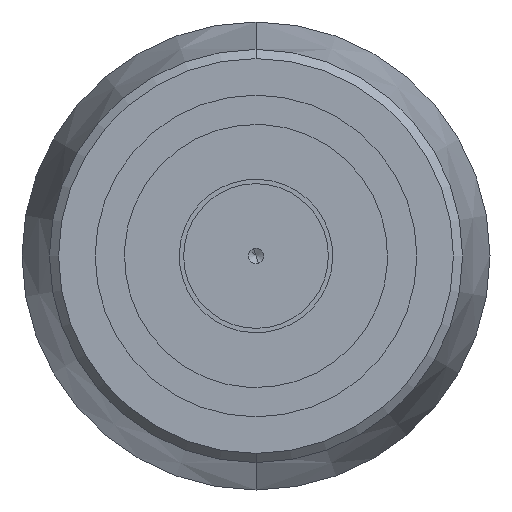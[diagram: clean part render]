
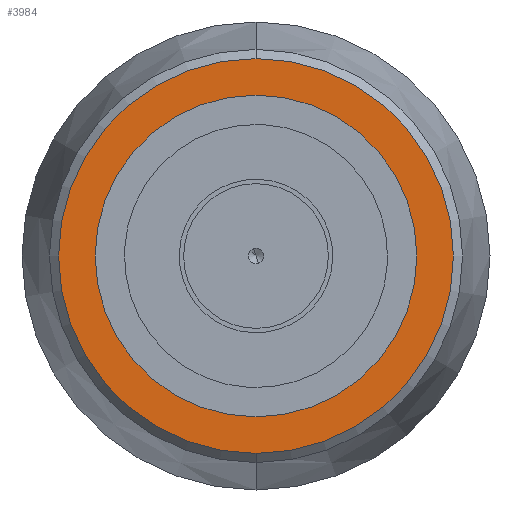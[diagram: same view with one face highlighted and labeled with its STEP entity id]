
A CAD part, front view. The second image highlights one B-rep face of the part: STEP entity #3984.
In plain terms, the highlighted planar face has unit normal (0, -1, 0).
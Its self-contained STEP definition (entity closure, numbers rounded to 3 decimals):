
#19 = DIRECTION ( 'NONE',  ( 0., 0., 1. ) ) ;
#88 = CIRCLE ( 'NONE', #506, 13.5 ) ;
#111 = VERTEX_POINT ( 'NONE', #2413 ) ;
#159 = ORIENTED_EDGE ( 'NONE', *, *, #2940, .T. ) ;
#181 = CARTESIAN_POINT ( 'NONE',  ( -34.49, -5.906, 12.022 ) ) ;
#193 = DIRECTION ( 'NONE',  ( 0., 0., 1. ) ) ;
#394 = DIRECTION ( 'NONE',  ( 0., 1., 0. ) ) ;
#442 = DIRECTION ( 'NONE',  ( 0., 0., 1. ) ) ;
#506 = AXIS2_PLACEMENT_3D ( 'NONE', #2739, #3004, #4215 ) ;
#571 = AXIS2_PLACEMENT_3D ( 'NONE', #1928, #394, #19 ) ;
#603 = VERTEX_POINT ( 'NONE', #1550 ) ;
#899 = ORIENTED_EDGE ( 'NONE', *, *, #2570, .F. ) ;
#901 = CIRCLE ( 'NONE', #4912, 13.5 ) ;
#1550 = CARTESIAN_POINT ( 'NONE',  ( -34.49, -5.906, 25.522 ) ) ;
#1737 = CARTESIAN_POINT ( 'NONE',  ( -34.49, -5.906, 1.022 ) ) ;
#1911 = AXIS2_PLACEMENT_3D ( 'NONE', #2651, #3859, #3447 ) ;
#1928 = CARTESIAN_POINT ( 'NONE',  ( -34.49, -5.906, 12.022 ) ) ;
#2050 = FACE_OUTER_BOUND ( 'NONE', #2230, .T. ) ;
#2230 = EDGE_LOOP ( 'NONE', ( #4104, #899 ) ) ;
#2296 = EDGE_LOOP ( 'NONE', ( #4982, #159 ) ) ;
#2404 = VERTEX_POINT ( 'NONE', #3417 ) ;
#2408 = CARTESIAN_POINT ( 'NONE',  ( -34.49, -5.906, 12.022 ) ) ;
#2413 = CARTESIAN_POINT ( 'NONE',  ( -34.49, -5.906, -1.478 ) ) ;
#2570 = EDGE_CURVE ( 'NONE', #111, #603, #901, .T. ) ;
#2651 = CARTESIAN_POINT ( 'NONE',  ( -48.49, -5.906, 12.022 ) ) ;
#2739 = CARTESIAN_POINT ( 'NONE',  ( -34.49, -5.906, 12.022 ) ) ;
#2940 = EDGE_CURVE ( 'NONE', #3833, #2404, #3708, .T. ) ;
#2992 = EDGE_CURVE ( 'NONE', #2404, #3833, #3448, .T. ) ;
#3004 = DIRECTION ( 'NONE',  ( 0., 1., 0. ) ) ;
#3308 = DIRECTION ( 'NONE',  ( 0., 1., 0. ) ) ;
#3417 = CARTESIAN_POINT ( 'NONE',  ( -34.49, -5.906, 23.022 ) ) ;
#3447 = DIRECTION ( 'NONE',  ( 0., 0., -1. ) ) ;
#3448 = CIRCLE ( 'NONE', #571, 11. ) ;
#3608 = AXIS2_PLACEMENT_3D ( 'NONE', #2408, #4334, #442 ) ;
#3708 = CIRCLE ( 'NONE', #3608, 11. ) ;
#3735 = FACE_BOUND ( 'NONE', #2296, .T. ) ;
#3833 = VERTEX_POINT ( 'NONE', #1737 ) ;
#3859 = DIRECTION ( 'NONE',  ( 0., -1., 0. ) ) ;
#3984 = ADVANCED_FACE ( 'NONE', ( #3735, #2050 ), #4264, .T. ) ;
#4104 = ORIENTED_EDGE ( 'NONE', *, *, #4126, .F. ) ;
#4126 = EDGE_CURVE ( 'NONE', #603, #111, #88, .T. ) ;
#4215 = DIRECTION ( 'NONE',  ( 0., 0., 1. ) ) ;
#4264 = PLANE ( 'NONE',  #1911 ) ;
#4334 = DIRECTION ( 'NONE',  ( 0., 1., 0. ) ) ;
#4912 = AXIS2_PLACEMENT_3D ( 'NONE', #181, #3308, #193 ) ;
#4982 = ORIENTED_EDGE ( 'NONE', *, *, #2992, .T. ) ;
